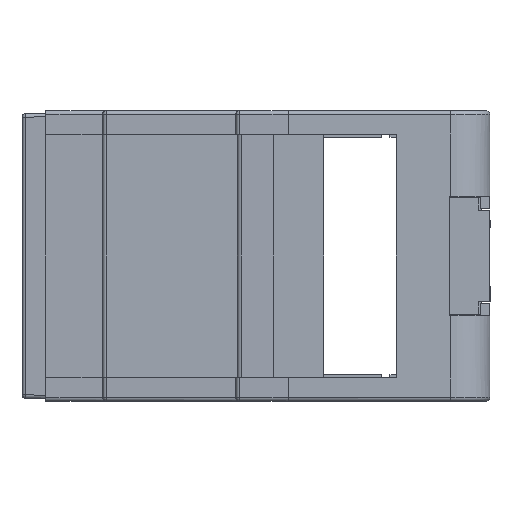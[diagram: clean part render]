
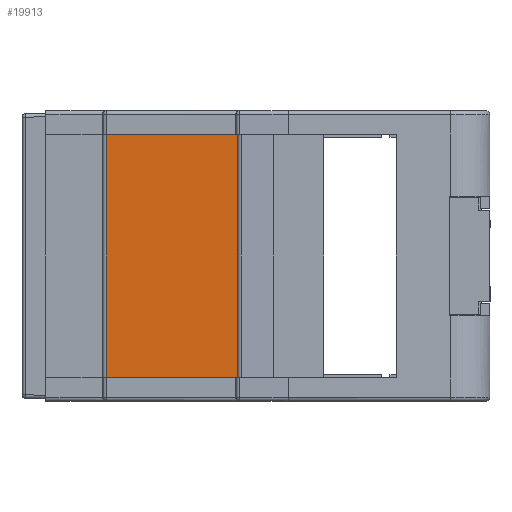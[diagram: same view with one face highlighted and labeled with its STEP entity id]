
A CAD part, left-side view. The second image highlights one B-rep face of the part: STEP entity #19913.
In plain terms, the highlighted planar face has unit normal (-1, 0, 0).
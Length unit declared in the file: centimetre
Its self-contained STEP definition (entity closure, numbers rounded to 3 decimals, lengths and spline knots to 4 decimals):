
#643 = EDGE_CURVE ( 'NONE', #15099, #15389, #15218, .T. ) ;
#993 = CARTESIAN_POINT ( 'NONE',  ( -3.0806, 3.5965, -3.3 ) ) ;
#1838 = EDGE_CURVE ( 'NONE', #4178, #25576, #12216, .T. ) ;
#1900 = CARTESIAN_POINT ( 'NONE',  ( -3.0806, 3.5965, -0.3 ) ) ;
#2214 = PLANE ( 'NONE',  #10408 ) ;
#2318 = ORIENTED_EDGE ( 'NONE', *, *, #14386, .F. ) ;
#3621 = FACE_OUTER_BOUND ( 'NONE', #10245, .T. ) ;
#4178 = VERTEX_POINT ( 'NONE', #10846 ) ;
#5852 = CARTESIAN_POINT ( 'NONE',  ( -3.0806, 3.5965, -3.3 ) ) ;
#7118 = EDGE_CURVE ( 'NONE', #4178, #15099, #11062, .T. ) ;
#7489 = VECTOR ( 'NONE', #10940, 100. ) ;
#8413 = DIRECTION ( 'NONE',  ( 0., 1., 0. ) ) ;
#9089 = ORIENTED_EDGE ( 'NONE', *, *, #643, .T. ) ;
#10245 = EDGE_LOOP ( 'NONE', ( #2318, #26295, #14310, #9089 ) ) ;
#10408 = AXIS2_PLACEMENT_3D ( 'NONE', #21260, #10497, #8413 ) ;
#10497 = DIRECTION ( 'NONE',  ( 1., 0., 0. ) ) ;
#10846 = CARTESIAN_POINT ( 'NONE',  ( -3.0806, 1.9693, -3.3 ) ) ;
#10940 = DIRECTION ( 'NONE',  ( 0., 0., 1. ) ) ;
#11022 = CARTESIAN_POINT ( 'NONE',  ( -3.0806, 1.9693, -0.3 ) ) ;
#11062 = LINE ( 'NONE', #14223, #26390 ) ;
#11380 = DIRECTION ( 'NONE',  ( 0., 1., 0. ) ) ;
#12029 = DIRECTION ( 'NONE',  ( 0., 1., 0. ) ) ;
#12216 = LINE ( 'NONE', #5852, #26141 ) ;
#14223 = CARTESIAN_POINT ( 'NONE',  ( -3.0806, 1.9693, -6.2412 ) ) ;
#14310 = ORIENTED_EDGE ( 'NONE', *, *, #7118, .T. ) ;
#14386 = EDGE_CURVE ( 'NONE', #25576, #15389, #24789, .T. ) ;
#15099 = VERTEX_POINT ( 'NONE', #11022 ) ;
#15218 = LINE ( 'NONE', #15586, #20418 ) ;
#15389 = VERTEX_POINT ( 'NONE', #1900 ) ;
#15586 = CARTESIAN_POINT ( 'NONE',  ( -3.0806, 3.5965, -0.3 ) ) ;
#17132 = CARTESIAN_POINT ( 'NONE',  ( -3.0806, 3.5965, -6.2412 ) ) ;
#18448 = DIRECTION ( 'NONE',  ( 0., 0., 1. ) ) ;
#19913 = ADVANCED_FACE ( 'NONE', ( #3621 ), #2214, .F. ) ;
#20418 = VECTOR ( 'NONE', #11380, 100. ) ;
#21260 = CARTESIAN_POINT ( 'NONE',  ( -3.0806, 3.5965, -6.2412 ) ) ;
#24789 = LINE ( 'NONE', #17132, #7489 ) ;
#25576 = VERTEX_POINT ( 'NONE', #993 ) ;
#26141 = VECTOR ( 'NONE', #12029, 100. ) ;
#26295 = ORIENTED_EDGE ( 'NONE', *, *, #1838, .F. ) ;
#26390 = VECTOR ( 'NONE', #18448, 100. ) ;
